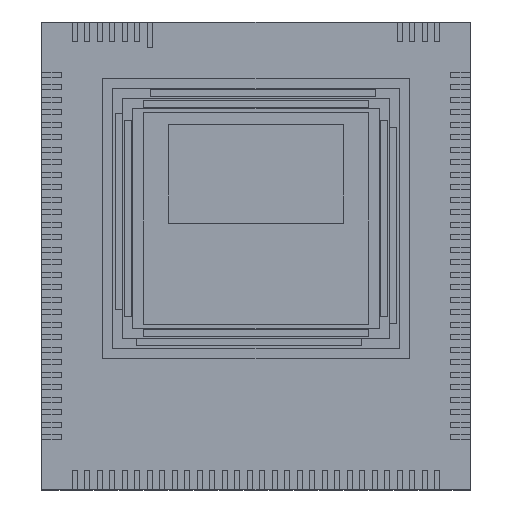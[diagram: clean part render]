
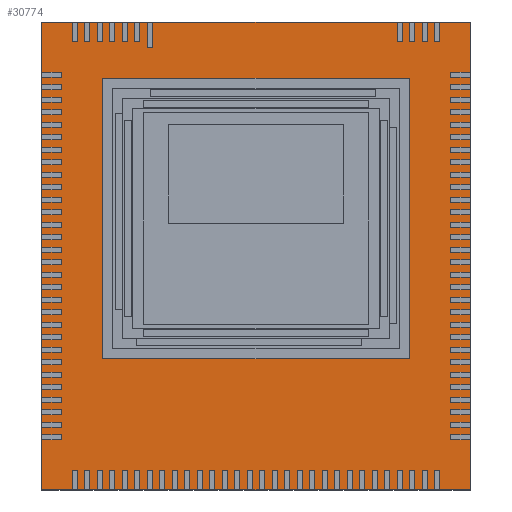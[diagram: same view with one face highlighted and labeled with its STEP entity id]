
A CAD part, top view. The second image highlights one B-rep face of the part: STEP entity #30774.
In plain terms, the highlighted planar face has unit normal (0, 0, 1).
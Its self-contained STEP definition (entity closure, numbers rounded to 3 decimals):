
#29430=CARTESIAN_POINT('',(15.24,16.637,3.3));
#29431=VERTEX_POINT('',#29430);
#29438=CARTESIAN_POINT('',(15.24,-16.637,3.3));
#29439=VERTEX_POINT('',#29438);
#29440=CARTESIAN_POINT('',(15.24,16.637,3.3));
#29441=DIRECTION('',(0.0,-1.0,0.0));
#29442=VECTOR('',#29441,33.274);
#29443=LINE('',#29440,#29442);
#29444=EDGE_CURVE('',#29431,#29439,#29443,.T.);
#29497=CARTESIAN_POINT('',(-15.24,16.637,3.3));
#29498=VERTEX_POINT('',#29497);
#29505=CARTESIAN_POINT('',(-15.24,16.637,3.3));
#29506=DIRECTION('',(1.0,0.0,0.0));
#29507=VECTOR('',#29506,30.48);
#29508=LINE('',#29505,#29507);
#29509=EDGE_CURVE('',#29498,#29431,#29508,.T.);
#29617=CARTESIAN_POINT('',(-10.911,12.65,3.3));
#29618=VERTEX_POINT('',#29617);
#29625=CARTESIAN_POINT('',(-10.91,-7.316,3.3));
#29626=VERTEX_POINT('',#29625);
#29627=CARTESIAN_POINT('',(-10.91,-7.316,3.3));
#29628=DIRECTION('',(0.0,1.0,0.0));
#29629=VECTOR('',#29628,19.967);
#29630=LINE('',#29627,#29629);
#29631=EDGE_CURVE('',#29626,#29618,#29630,.T.);
#29656=CARTESIAN_POINT('',(10.91,-7.316,3.3));
#29657=VERTEX_POINT('',#29656);
#29658=CARTESIAN_POINT('',(10.91,-7.316,3.3));
#29659=DIRECTION('',(-1.0,0.0,0.0));
#29660=VECTOR('',#29659,21.821);
#29661=LINE('',#29658,#29660);
#29662=EDGE_CURVE('',#29657,#29626,#29661,.T.);
#29687=CARTESIAN_POINT('',(10.91,12.65,3.3));
#29688=VERTEX_POINT('',#29687);
#29689=CARTESIAN_POINT('',(10.91,12.65,3.3));
#29690=DIRECTION('',(0.0,-1.0,0.0));
#29691=VECTOR('',#29690,19.967);
#29692=LINE('',#29689,#29691);
#29693=EDGE_CURVE('',#29688,#29657,#29692,.T.);
#29716=CARTESIAN_POINT('',(-10.911,12.65,3.3));
#29717=DIRECTION('',(1.0,0.0,0.0));
#29718=VECTOR('',#29717,21.821);
#29719=LINE('',#29716,#29718);
#29720=EDGE_CURVE('',#29618,#29688,#29719,.T.);
#30438=CARTESIAN_POINT('',(-15.24,-16.637,3.3));
#30439=VERTEX_POINT('',#30438);
#30440=CARTESIAN_POINT('',(15.24,-16.637,3.3));
#30441=DIRECTION('',(-1.0,0.0,0.0));
#30442=VECTOR('',#30441,30.48);
#30443=LINE('',#30440,#30442);
#30444=EDGE_CURVE('',#29439,#30439,#30443,.T.);
#30730=CARTESIAN_POINT('',(-15.24,-16.637,3.3));
#30731=DIRECTION('',(0.0,1.0,0.0));
#30732=VECTOR('',#30731,33.274);
#30733=LINE('',#30730,#30732);
#30734=EDGE_CURVE('',#30439,#29498,#30733,.T.);
#30757=CARTESIAN_POINT('',(0.0,0.0,3.3));
#30758=DIRECTION('',(0.0,0.0,1.0));
#30759=DIRECTION('',(1.0,0.0,0.0));
#30760=AXIS2_PLACEMENT_3D('',#30757,#30758,#30759);
#30761=PLANE('',#30760);
#30762=ORIENTED_EDGE('',*,*,#29509,.F.);
#30763=ORIENTED_EDGE('',*,*,#30734,.F.);
#30764=ORIENTED_EDGE('',*,*,#30444,.F.);
#30765=ORIENTED_EDGE('',*,*,#29444,.F.);
#30766=EDGE_LOOP('',(#30762,#30763,#30764,#30765));
#30767=FACE_OUTER_BOUND('',#30766,.T.);
#30768=ORIENTED_EDGE('',*,*,#29631,.T.);
#30769=ORIENTED_EDGE('',*,*,#29720,.T.);
#30770=ORIENTED_EDGE('',*,*,#29693,.T.);
#30771=ORIENTED_EDGE('',*,*,#29662,.T.);
#30772=EDGE_LOOP('',(#30768,#30769,#30770,#30771));
#30773=FACE_BOUND('',#30772,.T.);
#30774=ADVANCED_FACE('',(#30767,#30773),#30761,.T.);
